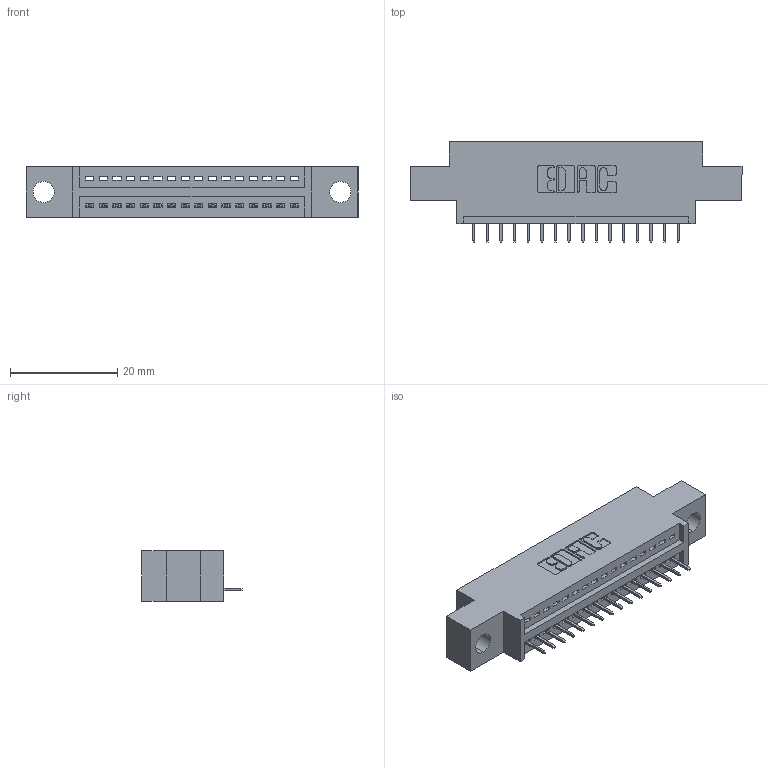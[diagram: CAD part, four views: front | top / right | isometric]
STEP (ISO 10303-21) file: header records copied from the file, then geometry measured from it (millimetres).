
FILE_DESCRIPTION (( 'STEP AP203' ), '1' );
FILE_NAME ('845-016-525-604.STEP', '2020-09-22T18:39:40', ( '' ), ( '' ), 'SwSTEP 2.0', 'SolidWorks 2020', '' );
FILE_SCHEMA (( 'CONFIG_CONTROL_DESIGN' ));
Length unit declared in the file: inch
Products named in the file (3): 845-016-525-604; 345-292-001_345-293-125; 845 Part_0.170 Offset - 0.156 Dia-TH
Assembly tree (17 placements, depth 2):
  845-016-525-604
    845 Part_0.170 Offset - 0.156 Dia-TH
    345-292-001_345-293-125  x16
Bounding box: 61.85 x 18.72 x 9.4 mm (x, y, z)
Volume: 5394.9 mm3; surface area: 6533.5 mm2
Topology: 17 solids, 17 shells, 1122 faces, 3233 edges, 2090 vertices
Faces by surface type: plane 820, cylinder 302
Entity records: 15751 total; most frequent: CARTESIAN_POINT 2736, ORIENTED_EDGE 2686, DIRECTION 2427, EDGE_CURVE 1343, VECTOR 1151, LINE 1151, VERTEX_POINT 890, AXIS2_PLACEMENT_3D 638
